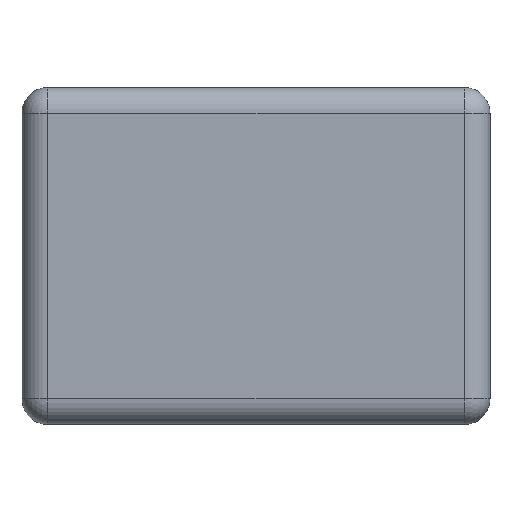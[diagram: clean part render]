
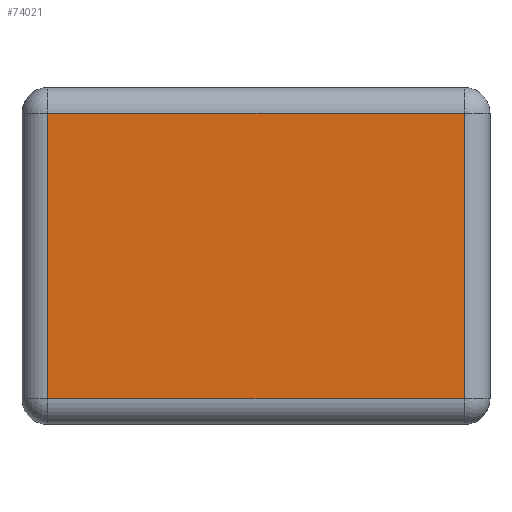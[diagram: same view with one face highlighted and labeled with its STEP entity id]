
A CAD part, front view. The second image highlights one B-rep face of the part: STEP entity #74021.
In plain terms, the highlighted planar face has unit normal (0, -1, 0).
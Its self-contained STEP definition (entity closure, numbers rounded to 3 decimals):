
#984 = LINE ( 'NONE', #125747, #61527 ) ;
#1788 = CARTESIAN_POINT ( 'NONE',  ( 645.99, -192.627, 442.918 ) ) ;
#9334 = DIRECTION ( 'NONE',  ( -1., 0., 0. ) ) ;
#10119 = EDGE_CURVE ( 'NONE', #113729, #48814, #137955, .T. ) ;
#13233 = CARTESIAN_POINT ( 'NONE',  ( 645.99, -192.627, -442.918 ) ) ;
#28174 = EDGE_LOOP ( 'NONE', ( #40705, #102617, #87484, #32840 ) ) ;
#32840 = ORIENTED_EDGE ( 'NONE', *, *, #121841, .T. ) ;
#33415 = DIRECTION ( 'NONE',  ( 0., 0., -1. ) ) ;
#35973 = DIRECTION ( 'NONE',  ( 0., 0., 1. ) ) ;
#38829 = FACE_OUTER_BOUND ( 'NONE', #28174, .T. ) ;
#40279 = DIRECTION ( 'NONE',  ( 0., 0., 1. ) ) ;
#40705 = ORIENTED_EDGE ( 'NONE', *, *, #10119, .T. ) ;
#41145 = EDGE_CURVE ( 'NONE', #48814, #60189, #131959, .T. ) ;
#44825 = AXIS2_PLACEMENT_3D ( 'NONE', #118683, #130451, #40279 ) ;
#45778 = CARTESIAN_POINT ( 'NONE',  ( -645.99, -192.627, 442.918 ) ) ;
#48814 = VERTEX_POINT ( 'NONE', #1788 ) ;
#60189 = VERTEX_POINT ( 'NONE', #45778 ) ;
#61527 = VECTOR ( 'NONE', #33415, 1000. ) ;
#63194 = PLANE ( 'NONE',  #44825 ) ;
#67210 = CARTESIAN_POINT ( 'NONE',  ( -645.99, -192.627, -442.918 ) ) ;
#72148 = CARTESIAN_POINT ( 'NONE',  ( 645.99, -192.627, 522.918 ) ) ;
#74021 = ADVANCED_FACE ( 'NONE', ( #38829 ), #63194, .F. ) ;
#78741 = EDGE_CURVE ( 'NONE', #60189, #83098, #984, .T. ) ;
#79075 = VECTOR ( 'NONE', #35973, 1000. ) ;
#81328 = VECTOR ( 'NONE', #119910, 1000. ) ;
#83098 = VERTEX_POINT ( 'NONE', #67210 ) ;
#87484 = ORIENTED_EDGE ( 'NONE', *, *, #78741, .T. ) ;
#99437 = CARTESIAN_POINT ( 'NONE',  ( -725.99, -192.627, 442.918 ) ) ;
#102617 = ORIENTED_EDGE ( 'NONE', *, *, #41145, .T. ) ;
#111582 = VECTOR ( 'NONE', #9334, 1000. ) ;
#113729 = VERTEX_POINT ( 'NONE', #13233 ) ;
#118683 = CARTESIAN_POINT ( 'NONE',  ( 0., -192.627, 0. ) ) ;
#119910 = DIRECTION ( 'NONE',  ( 1., 0., 0. ) ) ;
#121841 = EDGE_CURVE ( 'NONE', #83098, #113729, #122093, .T. ) ;
#122093 = LINE ( 'NONE', #143549, #81328 ) ;
#125747 = CARTESIAN_POINT ( 'NONE',  ( -645.99, -192.627, -522.918 ) ) ;
#130451 = DIRECTION ( 'NONE',  ( 0., 1., 0. ) ) ;
#131959 = LINE ( 'NONE', #99437, #111582 ) ;
#137955 = LINE ( 'NONE', #72148, #79075 ) ;
#143549 = CARTESIAN_POINT ( 'NONE',  ( 725.99, -192.627, -442.918 ) ) ;
